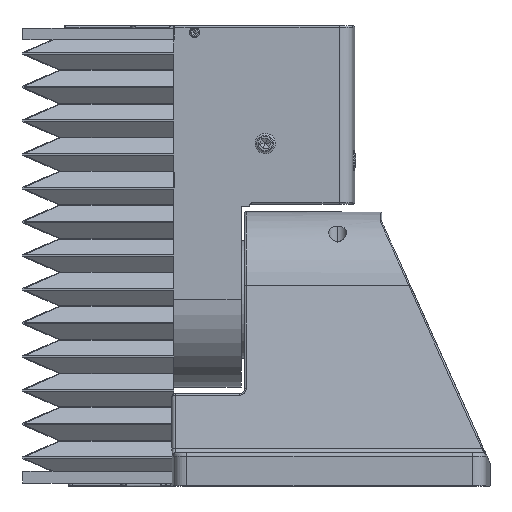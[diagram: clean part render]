
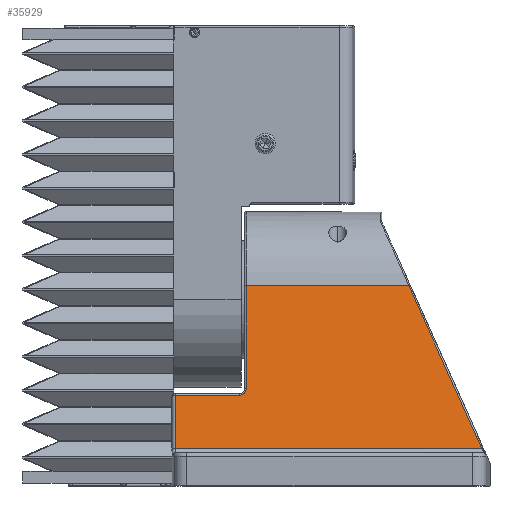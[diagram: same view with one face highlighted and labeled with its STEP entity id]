
A CAD part, left-side view. The second image highlights one B-rep face of the part: STEP entity #35929.
In plain terms, the highlighted planar face has unit normal (-0.988, 0, 0.156).
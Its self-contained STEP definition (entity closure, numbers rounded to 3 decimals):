
#1554 = CARTESIAN_POINT ( 'NONE',  ( -51.365, 142., 8.104 ) ) ;
#1659 = CARTESIAN_POINT ( 'NONE',  ( -51.365, 45.514, 8.104 ) ) ;
#1662 = CARTESIAN_POINT ( 'NONE',  ( -66.6, 184.004, -88.468 ) ) ;
#1663 = CARTESIAN_POINT ( 'NONE',  ( -66.6, 2.163, -88.468 ) ) ;
#1664 = CARTESIAN_POINT ( 'NONE',  ( -60.98, 142., -52.844 ) ) ;
#1665 = CARTESIAN_POINT ( 'NONE',  ( -61.611, 146., -56.844 ) ) ;
#1666 = CARTESIAN_POINT ( 'NONE',  ( -61.611, 184.109, -56.844 ) ) ;
#1667 = CARTESIAN_POINT ( 'NONE',  ( -61.611, 184.135, -56.844 ) ) ;
#4278 = AXIS2_PLACEMENT_3D ( 'NONE', #6553, #6554, #6555 ) ;
#4772 = FACE_OUTER_BOUND ( 'NONE', #39437, .T. ) ;
#6552 = PLANE ( 'NONE',  #4278 ) ;
#6553 = CARTESIAN_POINT ( 'NONE',  ( -67., 185., -91. ) ) ;
#6554 = DIRECTION ( 'NONE',  ( 0.988, 0., -0.156 ) ) ;
#6555 = DIRECTION ( 'NONE',  ( -0.156, 0., -0.988 ) ) ;
#32342 = EDGE_CURVE ( 'NONE', #33268, #33373, #49694, .T. ) ;
#32351 = EDGE_CURVE ( 'NONE', #33377, #33373, #49695, .T. ) ;
#32352 = EDGE_CURVE ( 'NONE', #33376, #33377, #49696, .T. ) ;
#32353 = EDGE_CURVE ( 'NONE', #33268, #33378, #49697, .T. ) ;
#32354 = EDGE_CURVE ( 'NONE', #33378, #33379, #48080, .T. ) ;
#32355 = EDGE_CURVE ( 'NONE', #33379, #33380, #49698, .T. ) ;
#32356 = EDGE_CURVE ( 'NONE', #33380, #33381, #48065, .T. ) ;
#32357 = EDGE_CURVE ( 'NONE', #33381, #33376, #49699, .T. ) ;
#33208 = ORIENTED_EDGE ( 'NONE', *, *, #32352, .T. ) ;
#33209 = ORIENTED_EDGE ( 'NONE', *, *, #32342, .F. ) ;
#33210 = ORIENTED_EDGE ( 'NONE', *, *, #32351, .T. ) ;
#33211 = ORIENTED_EDGE ( 'NONE', *, *, #32353, .T. ) ;
#33212 = ORIENTED_EDGE ( 'NONE', *, *, #32355, .T. ) ;
#33213 = ORIENTED_EDGE ( 'NONE', *, *, #32354, .T. ) ;
#33214 = ORIENTED_EDGE ( 'NONE', *, *, #32356, .T. ) ;
#33215 = ORIENTED_EDGE ( 'NONE', *, *, #32357, .T. ) ;
#33268 = VERTEX_POINT ( 'NONE', #1554 ) ;
#33373 = VERTEX_POINT ( 'NONE', #1659 ) ;
#33376 = VERTEX_POINT ( 'NONE', #1662 ) ;
#33377 = VERTEX_POINT ( 'NONE', #1663 ) ;
#33378 = VERTEX_POINT ( 'NONE', #1664 ) ;
#33379 = VERTEX_POINT ( 'NONE', #1665 ) ;
#33380 = VERTEX_POINT ( 'NONE', #1666 ) ;
#33381 = VERTEX_POINT ( 'NONE', #1667 ) ;
#35929 = ADVANCED_FACE ( 'NONE', ( #4772 ), #6552, .F. ) ;
#39437 = EDGE_LOOP ( 'NONE', ( #33208, #33210, #33209, #33211, #33213, #33212, #33214, #33215 ) ) ;
#48065 =( BOUNDED_CURVE ( )  B_SPLINE_CURVE ( 3, ( #51516, #51517, #51518, #51519 ),
 .UNSPECIFIED., .F., .T. ) 
 B_SPLINE_CURVE_WITH_KNOTS ( ( 4, 4 ),
 ( 6.119, 6.145 ),
 .UNSPECIFIED. ) 
 CURVE ( )  GEOMETRIC_REPRESENTATION_ITEM ( )  RATIONAL_B_SPLINE_CURVE ( ( 1., 1., 1., 1. ) ) 
 REPRESENTATION_ITEM ( '' )  );
#48080 =( BOUNDED_CURVE ( )  B_SPLINE_CURVE ( 3, ( #51510, #51511, #51512, #51513 ),
 .UNSPECIFIED., .F., .T. ) 
 B_SPLINE_CURVE_WITH_KNOTS ( ( 4, 4 ),
 ( 4.712, 6.283 ),
 .UNSPECIFIED. ) 
 CURVE ( )  GEOMETRIC_REPRESENTATION_ITEM ( )  RATIONAL_B_SPLINE_CURVE ( ( 1., 0.805, 0.805, 1. ) ) 
 REPRESENTATION_ITEM ( '' )  );
#49694 = LINE ( 'NONE', #51404, #51927 ) ;
#49695 = LINE ( 'NONE', #51504, #51934 ) ;
#49696 = LINE ( 'NONE', #51506, #51935 ) ;
#49697 = LINE ( 'NONE', #51508, #51936 ) ;
#49698 = LINE ( 'NONE', #51514, #51937 ) ;
#49699 = LINE ( 'NONE', #51520, #51938 ) ;
#51404 = CARTESIAN_POINT ( 'NONE',  ( -51.365, 185., 8.104 ) ) ;
#51405 = DIRECTION ( 'NONE',  ( 0., -1., 0. ) ) ;
#51504 = CARTESIAN_POINT ( 'NONE',  ( -51.424, 45.346, 7.728 ) ) ;
#51505 = DIRECTION ( 'NONE',  ( 0.142, 0.405, 0.903 ) ) ;
#51506 = CARTESIAN_POINT ( 'NONE',  ( -66.6, 1.294, -88.468 ) ) ;
#51507 = DIRECTION ( 'NONE',  ( 0., -1., 0. ) ) ;
#51508 = CARTESIAN_POINT ( 'NONE',  ( -61.005, 142., -53. ) ) ;
#51509 = DIRECTION ( 'NONE',  ( -0.156, 0., -0.988 ) ) ;
#51510 = CARTESIAN_POINT ( 'NONE',  ( -60.98, 142., -52.844 ) ) ;
#51511 = CARTESIAN_POINT ( 'NONE',  ( -61.35, 142., -55.187 ) ) ;
#51512 = CARTESIAN_POINT ( 'NONE',  ( -61.611, 143.657, -56.844 ) ) ;
#51513 = CARTESIAN_POINT ( 'NONE',  ( -61.611, 146., -56.844 ) ) ;
#51514 = CARTESIAN_POINT ( 'NONE',  ( -61.611, 186.087, -56.844 ) ) ;
#51515 = DIRECTION ( 'NONE',  ( 0., 1., 0. ) ) ;
#51516 = CARTESIAN_POINT ( 'NONE',  ( -61.611, 184.109, -56.844 ) ) ;
#51517 = CARTESIAN_POINT ( 'NONE',  ( -61.611, 184.118, -56.844 ) ) ;
#51518 = CARTESIAN_POINT ( 'NONE',  ( -61.611, 184.126, -56.844 ) ) ;
#51519 = CARTESIAN_POINT ( 'NONE',  ( -61.611, 184.135, -56.844 ) ) ;
#51520 = CARTESIAN_POINT ( 'NONE',  ( -66.599, 184.004, -88.46 ) ) ;
#51521 = DIRECTION ( 'NONE',  ( -0.156, -0.004, -0.988 ) ) ;
#51927 = VECTOR ( 'NONE', #51405, 1000. ) ;
#51934 = VECTOR ( 'NONE', #51505, 1000. ) ;
#51935 = VECTOR ( 'NONE', #51507, 1000. ) ;
#51936 = VECTOR ( 'NONE', #51509, 1000. ) ;
#51937 = VECTOR ( 'NONE', #51515, 1000. ) ;
#51938 = VECTOR ( 'NONE', #51521, 1000. ) ;
